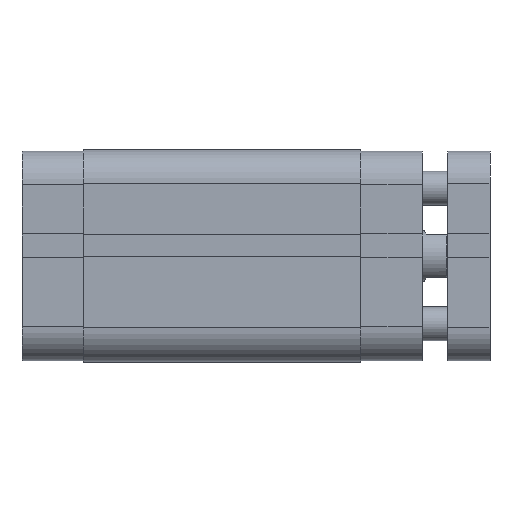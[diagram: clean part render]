
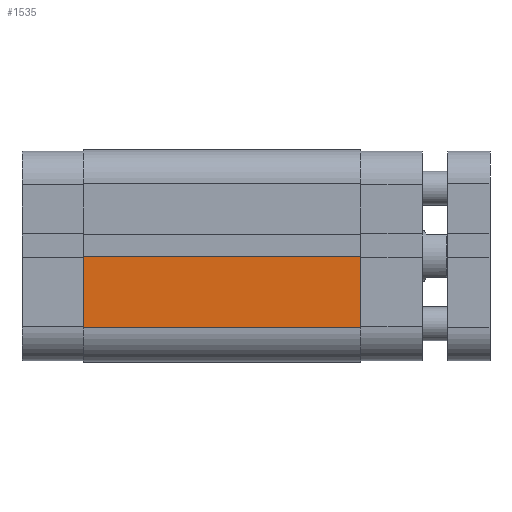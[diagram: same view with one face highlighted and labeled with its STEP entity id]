
A CAD part, top view. The second image highlights one B-rep face of the part: STEP entity #1535.
In plain terms, the highlighted face is planar.
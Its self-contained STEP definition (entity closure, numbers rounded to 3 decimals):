
#1168 = VERTEX_POINT ( 'NONE', #5278 ) ;
#1169 = VERTEX_POINT ( 'NONE', #5280 ) ;
#1172 = VERTEX_POINT ( 'NONE', #5286 ) ;
#1173 = VERTEX_POINT ( 'NONE', #5288 ) ;
#1535 = ADVANCED_FACE ( 'NONE', ( #4724 ), #6810, .F. ) ;
#1901 = LINE ( 'NONE', #7497, #1908 ) ;
#1906 = LINE ( 'NONE', #7500, #1907 ) ;
#1907 = VECTOR ( 'NONE', #7501, 1000. ) ;
#1908 = VECTOR ( 'NONE', #7503, 1000. ) ;
#1914 = LINE ( 'NONE', #7508, #1915 ) ;
#1915 = VECTOR ( 'NONE', #7509, 1000. ) ;
#1917 = LINE ( 'NONE', #7499, #1921 ) ;
#1921 = VECTOR ( 'NONE', #7517, 1000. ) ;
#2682 = EDGE_CURVE ( 'NONE', #1172, #1168, #1906, .T. ) ;
#2684 = EDGE_CURVE ( 'NONE', #1169, #1168, #1901, .T. ) ;
#2690 = EDGE_CURVE ( 'NONE', #1173, #1172, #1914, .T. ) ;
#2696 = EDGE_CURVE ( 'NONE', #1173, #1169, #1917, .T. ) ;
#3522 = AXIS2_PLACEMENT_3D ( 'NONE', #6813, #6819, #6820 ) ;
#3651 = ORIENTED_EDGE ( 'NONE', *, *, #2690, .T. ) ;
#3652 = ORIENTED_EDGE ( 'NONE', *, *, #2696, .F. ) ;
#3653 = ORIENTED_EDGE ( 'NONE', *, *, #2684, .F. ) ;
#3654 = ORIENTED_EDGE ( 'NONE', *, *, #2682, .T. ) ;
#4724 = FACE_OUTER_BOUND ( 'NONE', #8256, .T. ) ;
#5278 = CARTESIAN_POINT ( 'NONE',  ( 17., -25., 0. ) ) ;
#5280 = CARTESIAN_POINT ( 'NONE',  ( 17., -25., 65.5 ) ) ;
#5286 = CARTESIAN_POINT ( 'NONE',  ( 0.1, -25., 0. ) ) ;
#5288 = CARTESIAN_POINT ( 'NONE',  ( 0.1, -25., 65.5 ) ) ;
#6810 = PLANE ( 'NONE',  #3522 ) ;
#6813 = CARTESIAN_POINT ( 'NONE',  ( 0., -25., 65.5 ) ) ;
#6819 = DIRECTION ( 'NONE',  ( 0., 1., 0. ) ) ;
#6820 = DIRECTION ( 'NONE',  ( -1., 0., 0. ) ) ;
#7497 = CARTESIAN_POINT ( 'NONE',  ( 17., -25., 65.5 ) ) ;
#7499 = CARTESIAN_POINT ( 'NONE',  ( 0., -25., 65.5 ) ) ;
#7500 = CARTESIAN_POINT ( 'NONE',  ( 0., -25., 0. ) ) ;
#7501 = DIRECTION ( 'NONE',  ( 1., 0., 0. ) ) ;
#7503 = DIRECTION ( 'NONE',  ( 0., 0., -1. ) ) ;
#7508 = CARTESIAN_POINT ( 'NONE',  ( 0.1, -25., 65.5 ) ) ;
#7509 = DIRECTION ( 'NONE',  ( 0., 0., -1. ) ) ;
#7517 = DIRECTION ( 'NONE',  ( 1., 0., 0. ) ) ;
#8256 = EDGE_LOOP ( 'NONE', ( #3654, #3653, #3652, #3651 ) ) ;
